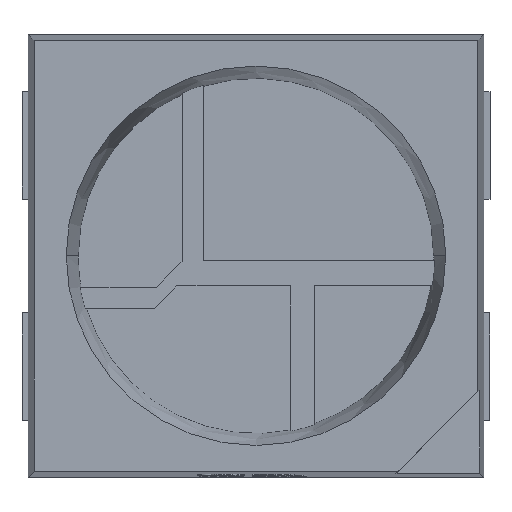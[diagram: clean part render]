
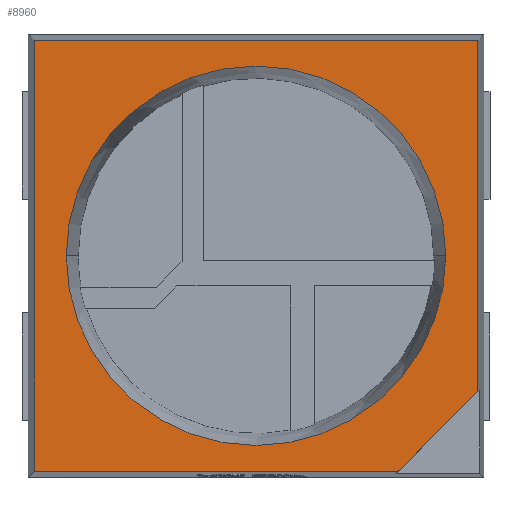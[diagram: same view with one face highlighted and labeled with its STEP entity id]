
A CAD part, top view. The second image highlights one B-rep face of the part: STEP entity #8960.
In plain terms, the highlighted planar face has unit normal (0, 0, 1).
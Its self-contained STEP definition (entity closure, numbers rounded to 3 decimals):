
#68 = VECTOR ( 'NONE', #1214, 1000. ) ;
#254 = CARTESIAN_POINT ( 'NONE',  ( 1.413, -1.413, 1.1 ) ) ;
#902 = VERTEX_POINT ( 'NONE', #2769 ) ;
#1214 = DIRECTION ( 'NONE',  ( 0., -1., 0. ) ) ;
#1510 = VECTOR ( 'NONE', #2041, 1000. ) ;
#1661 = EDGE_CURVE ( 'NONE', #14550, #13400, #16595, .T. ) ;
#1761 = DIRECTION ( 'NONE',  ( 1., 0., 0. ) ) ;
#2041 = DIRECTION ( 'NONE',  ( -1., 0., 0. ) ) ;
#2067 = VECTOR ( 'NONE', #9475, 1000. ) ;
#2074 = CARTESIAN_POINT ( 'NONE',  ( -1.8, -1.703, 1.1 ) ) ;
#2607 = AXIS2_PLACEMENT_3D ( 'NONE', #14618, #16107, #12162 ) ;
#2620 = LINE ( 'NONE', #3775, #68 ) ;
#2668 = ORIENTED_EDGE ( 'NONE', *, *, #4415, .T. ) ;
#2769 = CARTESIAN_POINT ( 'NONE',  ( -1.5, 0., 1.1 ) ) ;
#3134 = CARTESIAN_POINT ( 'NONE',  ( -1.753, -1.703, 1.1 ) ) ;
#3137 = DIRECTION ( 'NONE',  ( 1., 0., 0. ) ) ;
#3235 = VECTOR ( 'NONE', #6585, 1000. ) ;
#3324 = ORIENTED_EDGE ( 'NONE', *, *, #11108, .T. ) ;
#3343 = EDGE_LOOP ( 'NONE', ( #9903, #12012 ) ) ;
#3642 = VERTEX_POINT ( 'NONE', #15400 ) ;
#3775 = CARTESIAN_POINT ( 'NONE',  ( -1.753, 1.75, 1.1 ) ) ;
#4259 = VERTEX_POINT ( 'NONE', #5039 ) ;
#4275 = FACE_BOUND ( 'NONE', #3343, .T. ) ;
#4400 = CARTESIAN_POINT ( 'NONE',  ( 1.753, 1.703, 1.1 ) ) ;
#4415 = EDGE_CURVE ( 'NONE', #13835, #14550, #9612, .T. ) ;
#5039 = CARTESIAN_POINT ( 'NONE',  ( 1.5, 0., 1.1 ) ) ;
#5985 = LINE ( 'NONE', #2074, #11418 ) ;
#6585 = DIRECTION ( 'NONE',  ( 0., 1., 0. ) ) ;
#6793 = EDGE_CURVE ( 'NONE', #4259, #902, #10567, .T. ) ;
#6882 = LINE ( 'NONE', #254, #2067 ) ;
#7080 = AXIS2_PLACEMENT_3D ( 'NONE', #12507, #10071, #3137 ) ;
#7256 = AXIS2_PLACEMENT_3D ( 'NONE', #13917, #11210, #1761 ) ;
#7562 = CARTESIAN_POINT ( 'NONE',  ( -1.753, 1.703, 1.1 ) ) ;
#8177 = FACE_OUTER_BOUND ( 'NONE', #13811, .T. ) ;
#8253 = EDGE_CURVE ( 'NONE', #902, #4259, #12303, .T. ) ;
#8537 = CARTESIAN_POINT ( 'NONE',  ( 1.753, -1.073, 1.1 ) ) ;
#8960 = ADVANCED_FACE ( 'NONE', ( #8177, #4275 ), #14860, .T. ) ;
#9394 = ORIENTED_EDGE ( 'NONE', *, *, #10412, .T. ) ;
#9475 = DIRECTION ( 'NONE',  ( -0.707, -0.707, 0. ) ) ;
#9612 = LINE ( 'NONE', #11895, #3235 ) ;
#9903 = ORIENTED_EDGE ( 'NONE', *, *, #6793, .F. ) ;
#10071 = DIRECTION ( 'NONE',  ( 0., 0., 1. ) ) ;
#10412 = EDGE_CURVE ( 'NONE', #15789, #3642, #5985, .T. ) ;
#10567 = CIRCLE ( 'NONE', #7256, 1.5 ) ;
#11108 = EDGE_CURVE ( 'NONE', #13400, #15789, #2620, .T. ) ;
#11210 = DIRECTION ( 'NONE',  ( 0., 0., 1. ) ) ;
#11418 = VECTOR ( 'NONE', #11445, 1000. ) ;
#11445 = DIRECTION ( 'NONE',  ( 1., 0., 0. ) ) ;
#11895 = CARTESIAN_POINT ( 'NONE',  ( 1.753, -1.75, 1.1 ) ) ;
#12012 = ORIENTED_EDGE ( 'NONE', *, *, #8253, .F. ) ;
#12162 = DIRECTION ( 'NONE',  ( 1., 0., 0. ) ) ;
#12256 = ORIENTED_EDGE ( 'NONE', *, *, #12392, .F. ) ;
#12303 = CIRCLE ( 'NONE', #2607, 1.5 ) ;
#12392 = EDGE_CURVE ( 'NONE', #13835, #3642, #6882, .T. ) ;
#12468 = CARTESIAN_POINT ( 'NONE',  ( 1.8, 1.703, 1.1 ) ) ;
#12507 = CARTESIAN_POINT ( 'NONE',  ( 0., 0., 1.1 ) ) ;
#13328 = ORIENTED_EDGE ( 'NONE', *, *, #1661, .T. ) ;
#13400 = VERTEX_POINT ( 'NONE', #7562 ) ;
#13811 = EDGE_LOOP ( 'NONE', ( #12256, #2668, #13328, #3324, #9394 ) ) ;
#13835 = VERTEX_POINT ( 'NONE', #8537 ) ;
#13917 = CARTESIAN_POINT ( 'NONE',  ( 0., 0., 1.1 ) ) ;
#14550 = VERTEX_POINT ( 'NONE', #4400 ) ;
#14618 = CARTESIAN_POINT ( 'NONE',  ( 0., 0., 1.1 ) ) ;
#14860 = PLANE ( 'NONE',  #7080 ) ;
#15400 = CARTESIAN_POINT ( 'NONE',  ( 1.123, -1.703, 1.1 ) ) ;
#15789 = VERTEX_POINT ( 'NONE', #3134 ) ;
#16107 = DIRECTION ( 'NONE',  ( 0., 0., 1. ) ) ;
#16595 = LINE ( 'NONE', #12468, #1510 ) ;
